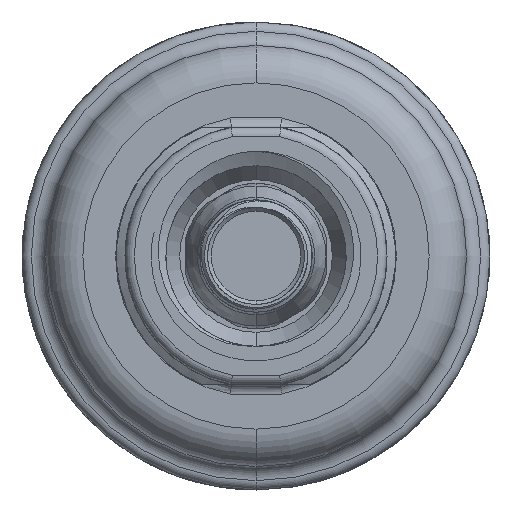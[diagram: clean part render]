
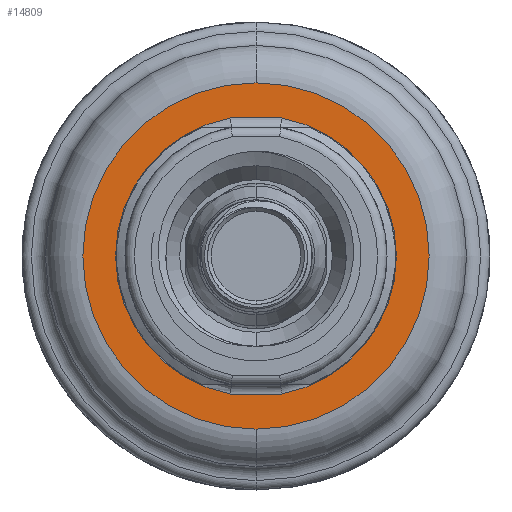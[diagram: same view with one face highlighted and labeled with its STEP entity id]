
A CAD part, front view. The second image highlights one B-rep face of the part: STEP entity #14809.
In plain terms, the highlighted planar face has unit normal (0, -1, 0).
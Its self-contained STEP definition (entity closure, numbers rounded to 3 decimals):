
#2627=CARTESIAN_POINT('',(0.,-269.6,0.));
#2628=DIRECTION('',(0.,-1.,0.));
#2629=DIRECTION('',(0.,0.,-1.));
#2630=AXIS2_PLACEMENT_3D('',#2627,#2628,#2629);
#2632=CARTESIAN_POINT('',(0.,-269.6,0.));
#2633=DIRECTION('',(0.,-1.,0.));
#2634=DIRECTION('',(0.,0.,1.));
#2635=AXIS2_PLACEMENT_3D('',#2632,#2633,#2634);
#2637=CARTESIAN_POINT('',(0.,-269.6,0.));
#2638=DIRECTION('',(0.,-1.,0.));
#2639=DIRECTION('',(-0.182,0.,0.983));
#2640=AXIS2_PLACEMENT_3D('',#2637,#2638,#2639);
#2642=DIRECTION('',(1.,0.,0.));
#2643=VECTOR('',#2642,5.454);
#2644=CARTESIAN_POINT('',(-2.727,-269.6,-14.75));
#2645=LINE('',#2644,#2643);
#2646=CARTESIAN_POINT('',(0.,-269.6,0.));
#2647=DIRECTION('',(0.,-1.,0.));
#2648=DIRECTION('',(0.182,0.,-0.983));
#2649=AXIS2_PLACEMENT_3D('',#2646,#2647,#2648);
#2651=DIRECTION('',(-1.,0.,0.));
#2652=VECTOR('',#2651,5.454);
#2653=CARTESIAN_POINT('',(2.727,-269.6,14.75));
#2654=LINE('',#2653,#2652);
#9080=CARTESIAN_POINT('',(-2.727,-269.6,14.75));
#9081=CARTESIAN_POINT('',(-2.727,-269.6,-14.75));
#9082=VERTEX_POINT('',#9080);
#9083=VERTEX_POINT('',#9081);
#9088=CARTESIAN_POINT('',(2.727,-269.6,-14.75));
#9089=CARTESIAN_POINT('',(2.727,-269.6,14.75));
#9090=VERTEX_POINT('',#9088);
#9091=VERTEX_POINT('',#9089);
#9332=CARTESIAN_POINT('',(0.,-269.6,-18.5));
#9333=CARTESIAN_POINT('',(0.,-269.6,18.5));
#9334=VERTEX_POINT('',#9332);
#9335=VERTEX_POINT('',#9333);
#14789=CARTESIAN_POINT('',(0.,-269.6,0.));
#14790=DIRECTION('',(0.,-1.,0.));
#14791=DIRECTION('',(0.,0.,1.));
#14792=AXIS2_PLACEMENT_3D('',#14789,#14790,#14791);
#14793=PLANE('',#14792);
#14794=ORIENTED_EDGE('',*,*,#14779,.F.);
#14796=ORIENTED_EDGE('',*,*,#14795,.F.);
#14797=EDGE_LOOP('',(#14794,#14796));
#14798=FACE_OUTER_BOUND('',#14797,.F.);
#14800=ORIENTED_EDGE('',*,*,#14799,.T.);
#14802=ORIENTED_EDGE('',*,*,#14801,.T.);
#14804=ORIENTED_EDGE('',*,*,#14803,.T.);
#14806=ORIENTED_EDGE('',*,*,#14805,.T.);
#14807=EDGE_LOOP('',(#14800,#14802,#14804,#14806));
#14808=FACE_BOUND('',#14807,.F.);
#14809=ADVANCED_FACE('',(#14798,#14808),#14793,.T.);
#2631=CIRCLE('',#2630,18.5);
#2636=CIRCLE('',#2635,18.5);
#2641=CIRCLE('',#2640,15.);
#2650=CIRCLE('',#2649,15.);
#14779=EDGE_CURVE('',#9334,#9335,#2631,.T.);
#14795=EDGE_CURVE('',#9335,#9334,#2636,.T.);
#14799=EDGE_CURVE('',#9082,#9083,#2641,.T.);
#14801=EDGE_CURVE('',#9083,#9090,#2645,.T.);
#14803=EDGE_CURVE('',#9090,#9091,#2650,.T.);
#14805=EDGE_CURVE('',#9091,#9082,#2654,.T.);
